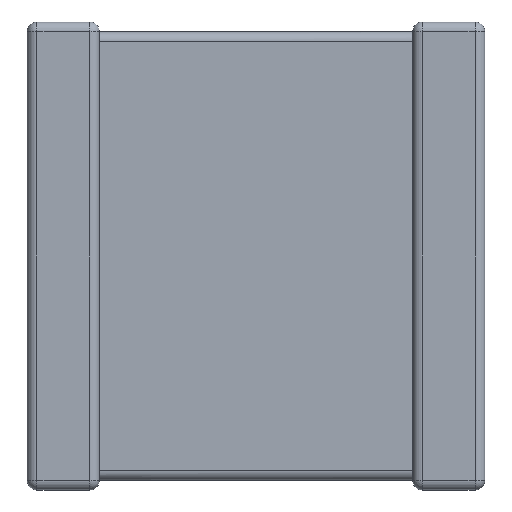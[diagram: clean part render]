
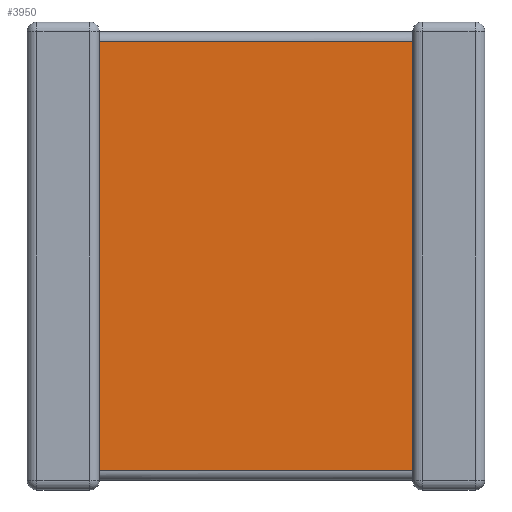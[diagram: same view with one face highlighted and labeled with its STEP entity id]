
A CAD part, front view. The second image highlights one B-rep face of the part: STEP entity #3950.
In plain terms, the highlighted planar face has unit normal (0, -1, 0).
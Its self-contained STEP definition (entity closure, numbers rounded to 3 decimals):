
#281 = ORIENTED_EDGE ( 'NONE', *, *, #2877, .T. ) ;
#349 = DIRECTION ( 'NONE',  ( 0., 0., -1. ) ) ;
#364 = ORIENTED_EDGE ( 'NONE', *, *, #4425, .T. ) ;
#393 = PLANE ( 'NONE',  #3008 ) ;
#550 = CARTESIAN_POINT ( 'NONE',  ( 1.05, 0.141, -6.8 ) ) ;
#619 = VERTEX_POINT ( 'NONE', #1910 ) ;
#774 = DIRECTION ( 'NONE',  ( 0., 0., 1. ) ) ;
#1009 = VECTOR ( 'NONE', #774, 1000. ) ;
#1316 = EDGE_LOOP ( 'NONE', ( #3567, #4124, #281, #364 ) ) ;
#1324 = VECTOR ( 'NONE', #4406, 1000. ) ;
#1567 = EDGE_CURVE ( 'NONE', #2988, #4076, #2010, .T. ) ;
#1772 = DIRECTION ( 'NONE',  ( 0., -1., 0. ) ) ;
#1910 = CARTESIAN_POINT ( 'NONE',  ( 1.05, 0.141, -0.283 ) ) ;
#1932 = DIRECTION ( 'NONE',  ( 0., 0., 1. ) ) ;
#2010 = LINE ( 'NONE', #2392, #4212 ) ;
#2282 = CARTESIAN_POINT ( 'NONE',  ( 1.05, 0.141, -0.283 ) ) ;
#2285 = CARTESIAN_POINT ( 'NONE',  ( 1.05, 0.141, -6.517 ) ) ;
#2305 = LINE ( 'NONE', #2282, #1324 ) ;
#2392 = CARTESIAN_POINT ( 'NONE',  ( 5.6, 0.141, -6.517 ) ) ;
#2440 = CARTESIAN_POINT ( 'NONE',  ( 1.05, 0.141, -6.8 ) ) ;
#2877 = EDGE_CURVE ( 'NONE', #4076, #4161, #4214, .T. ) ;
#2988 = VERTEX_POINT ( 'NONE', #2285 ) ;
#3008 = AXIS2_PLACEMENT_3D ( 'NONE', #2440, #1772, #349 ) ;
#3047 = CARTESIAN_POINT ( 'NONE',  ( 5.6, 0.141, -0.283 ) ) ;
#3378 = VECTOR ( 'NONE', #1932, 1000. ) ;
#3521 = FACE_OUTER_BOUND ( 'NONE', #1316, .T. ) ;
#3567 = ORIENTED_EDGE ( 'NONE', *, *, #3759, .F. ) ;
#3723 = DIRECTION ( 'NONE',  ( 1., 0., 0. ) ) ;
#3759 = EDGE_CURVE ( 'NONE', #2988, #619, #4349, .T. ) ;
#3950 = ADVANCED_FACE ( 'NONE', ( #3521 ), #393, .T. ) ;
#4026 = CARTESIAN_POINT ( 'NONE',  ( 5.6, 0.141, -6.517 ) ) ;
#4076 = VERTEX_POINT ( 'NONE', #4026 ) ;
#4124 = ORIENTED_EDGE ( 'NONE', *, *, #1567, .T. ) ;
#4161 = VERTEX_POINT ( 'NONE', #3047 ) ;
#4212 = VECTOR ( 'NONE', #3723, 1000. ) ;
#4214 = LINE ( 'NONE', #4305, #1009 ) ;
#4305 = CARTESIAN_POINT ( 'NONE',  ( 5.6, 0.141, -6.8 ) ) ;
#4349 = LINE ( 'NONE', #550, #3378 ) ;
#4406 = DIRECTION ( 'NONE',  ( -1., 0., 0. ) ) ;
#4425 = EDGE_CURVE ( 'NONE', #4161, #619, #2305, .T. ) ;
